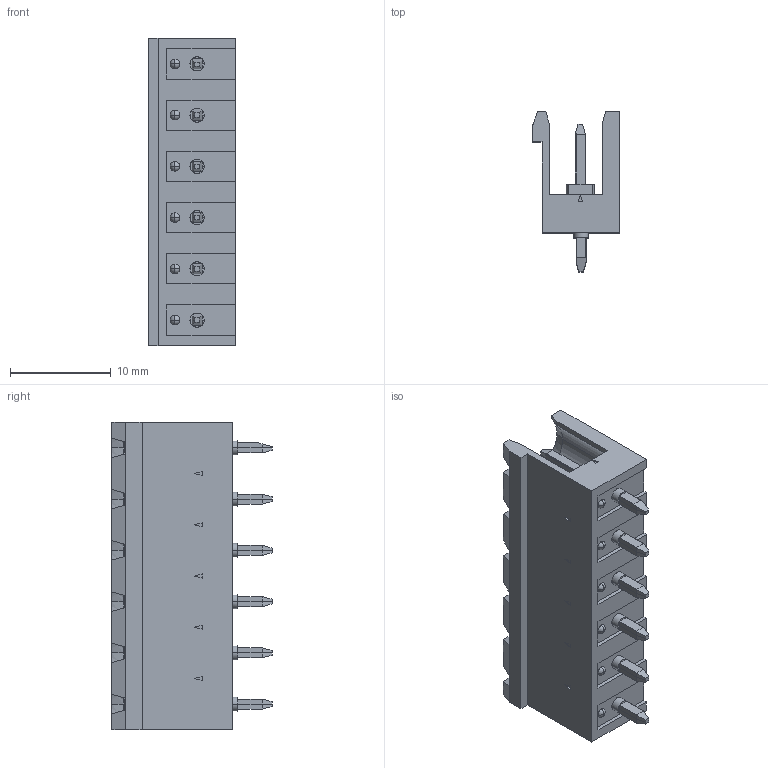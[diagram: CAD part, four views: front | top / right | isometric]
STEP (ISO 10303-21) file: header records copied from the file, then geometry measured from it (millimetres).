
FILE_DESCRIPTION(('STEP AP214'),'1');
FILE_NAME('1758050.stp','2019-06-24T14:53:16',('TraceParts'),('TraceParts S.A.'),'Spatial InterOp 3D',' ',' ');
FILE_SCHEMA(('AUTOMOTIVE_DESIGN { 1 0 10303 214 1 1 1 1 }'));
Length unit declared in the file: millimetre
Products named in the file (1): 1758050
Bounding box: 8.6 x 15.9 x 30.48 mm (x, y, z)
Volume: 1472.5 mm3; surface area: 2157.1 mm2
Topology: 1 solids, 1 shells, 614 faces, 1377 edges, 803 vertices
Faces by surface type: plane 519, cylinder 59, sphere 24, cone 12
Entity records: 21618 total; most frequent: CARTESIAN_POINT 2939, DIRECTION 2916, ORIENTED_EDGE 2754, EDGE_CURVE 1377, LINE 1044, VECTOR 1044, AXIS2_PLACEMENT_3D 936, VERTEX_POINT 803
